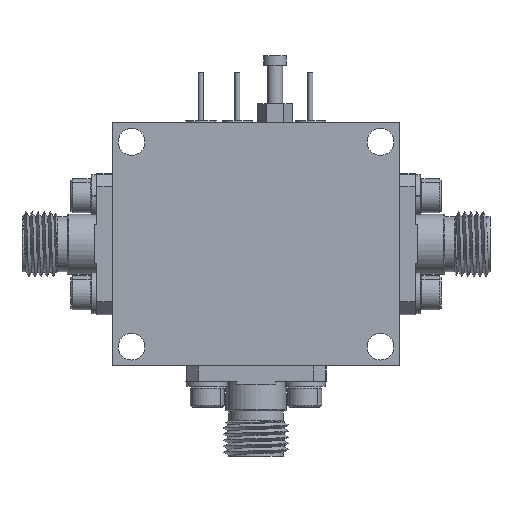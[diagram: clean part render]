
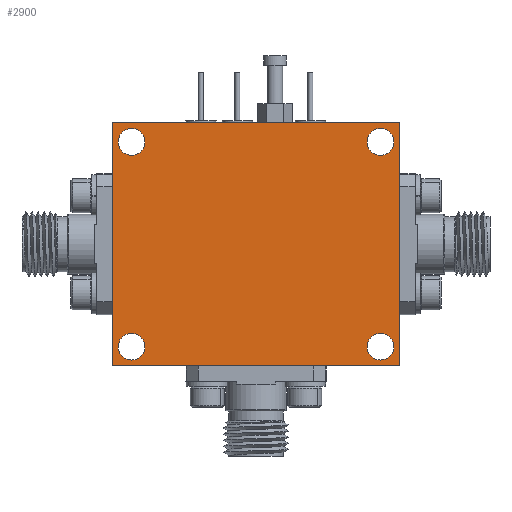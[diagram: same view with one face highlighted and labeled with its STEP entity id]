
A CAD part, front view. The second image highlights one B-rep face of the part: STEP entity #2900.
In plain terms, the highlighted planar face has unit normal (0, -1, 0).
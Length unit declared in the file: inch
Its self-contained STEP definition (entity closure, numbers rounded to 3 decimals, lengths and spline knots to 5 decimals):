
#1 = DIRECTION ( 'NONE',  ( 0., 1., 0. ) ) ;
#10 = CARTESIAN_POINT ( 'NONE',  ( 0.08494, 0.44285, 1.28218 ) ) ;
#226 = AXIS2_PLACEMENT_3D ( 'NONE', #32891, #12750, #15545 ) ;
#431 = CARTESIAN_POINT ( 'NONE',  ( 1.10856, 0.44285, 0.43966 ) ) ;
#567 = CARTESIAN_POINT ( 'NONE',  ( 1.10856, 0.44285, 0.38454 ) ) ;
#1615 = VERTEX_POINT ( 'NONE', #431 ) ;
#2425 = DIRECTION ( 'NONE',  ( 0., -1., 0. ) ) ;
#2900 = ADVANCED_FACE ( 'NONE', ( #27397, #33785, #17334, #30147, #7325 ), #17207, .T. ) ;
#3486 = CIRCLE ( 'NONE', #5609, 0.05512 ) ;
#3699 = CIRCLE ( 'NONE', #226, 0.05512 ) ;
#3820 = EDGE_LOOP ( 'NONE', ( #22749, #8959, #24982, #7919 ) ) ;
#3831 = DIRECTION ( 'NONE',  ( 0., 1., 0. ) ) ;
#4006 = CARTESIAN_POINT ( 'NONE',  ( 0.0062, 0.44285, 1.3058 ) ) ;
#4498 = EDGE_CURVE ( 'NONE', #4856, #23455, #26879, .T. ) ;
#4614 = VECTOR ( 'NONE', #17787, 39.37008 ) ;
#4856 = VERTEX_POINT ( 'NONE', #10 ) ;
#5040 = ORIENTED_EDGE ( 'NONE', *, *, #4498, .T. ) ;
#5176 = CARTESIAN_POINT ( 'NONE',  ( 0.08494, 0.44285, 0.32942 ) ) ;
#5482 = DIRECTION ( 'NONE',  ( 0., 1., 0. ) ) ;
#5609 = AXIS2_PLACEMENT_3D ( 'NONE', #27277, #36192, #21658 ) ;
#6731 = ORIENTED_EDGE ( 'NONE', *, *, #11165, .T. ) ;
#7012 = CARTESIAN_POINT ( 'NONE',  ( 0.08494, 0.44285, 1.17194 ) ) ;
#7325 = FACE_OUTER_BOUND ( 'NONE', #3820, .T. ) ;
#7919 = ORIENTED_EDGE ( 'NONE', *, *, #26575, .F. ) ;
#8085 = DIRECTION ( 'NONE',  ( 0., 0., -1. ) ) ;
#8408 = EDGE_CURVE ( 'NONE', #1615, #17969, #15705, .T. ) ;
#8959 = ORIENTED_EDGE ( 'NONE', *, *, #10994, .F. ) ;
#10048 = LINE ( 'NONE', #36813, #22382 ) ;
#10144 = DIRECTION ( 'NONE',  ( 0., 0., 1. ) ) ;
#10923 = EDGE_LOOP ( 'NONE', ( #24063, #6731 ) ) ;
#10991 = VERTEX_POINT ( 'NONE', #29549 ) ;
#10994 = EDGE_CURVE ( 'NONE', #10991, #34206, #36619, .T. ) ;
#11143 = EDGE_CURVE ( 'NONE', #23455, #4856, #16934, .T. ) ;
#11165 = EDGE_CURVE ( 'NONE', #34556, #27562, #21061, .T. ) ;
#11230 = DIRECTION ( 'NONE',  ( 0., 0., -1. ) ) ;
#11339 = EDGE_CURVE ( 'NONE', #17969, #1615, #3699, .T. ) ;
#11937 = DIRECTION ( 'NONE',  ( 0., 0., -1. ) ) ;
#11975 = AXIS2_PLACEMENT_3D ( 'NONE', #31770, #5482, #31645 ) ;
#12356 = CARTESIAN_POINT ( 'NONE',  ( 1.10856, 0.44285, 1.17194 ) ) ;
#12750 = DIRECTION ( 'NONE',  ( 0., 1., 0. ) ) ;
#12918 = CARTESIAN_POINT ( 'NONE',  ( 1.10856, 0.44285, 1.22706 ) ) ;
#12988 = EDGE_CURVE ( 'NONE', #27562, #34556, #30107, .T. ) ;
#13590 = VERTEX_POINT ( 'NONE', #26064 ) ;
#14881 = ORIENTED_EDGE ( 'NONE', *, *, #8408, .T. ) ;
#15224 = AXIS2_PLACEMENT_3D ( 'NONE', #19904, #2425, #20163 ) ;
#15545 = DIRECTION ( 'NONE',  ( 0., 0., -1. ) ) ;
#15705 = CIRCLE ( 'NONE', #25809, 0.05512 ) ;
#16394 = EDGE_CURVE ( 'NONE', #24093, #10991, #26374, .T. ) ;
#16781 = DIRECTION ( 'NONE',  ( 0., 1., 0. ) ) ;
#16934 = CIRCLE ( 'NONE', #11975, 0.05512 ) ;
#17084 = ORIENTED_EDGE ( 'NONE', *, *, #20783, .T. ) ;
#17207 = PLANE ( 'NONE',  #15224 ) ;
#17334 = FACE_BOUND ( 'NONE', #27082, .T. ) ;
#17557 = AXIS2_PLACEMENT_3D ( 'NONE', #12918, #3831, #30003 ) ;
#17787 = DIRECTION ( 'NONE',  ( -1., 0., 0. ) ) ;
#17969 = VERTEX_POINT ( 'NONE', #35664 ) ;
#18003 = DIRECTION ( 'NONE',  ( 0., 0., -1. ) ) ;
#18017 = VERTEX_POINT ( 'NONE', #12356 ) ;
#18031 = CARTESIAN_POINT ( 'NONE',  ( 0.0062, 0.44285, 0.3058 ) ) ;
#18429 = EDGE_LOOP ( 'NONE', ( #25125, #17084 ) ) ;
#18581 = VECTOR ( 'NONE', #11937, 39.37008 ) ;
#18832 = CARTESIAN_POINT ( 'NONE',  ( 1.1873, 0.44285, 1.3058 ) ) ;
#19017 = CARTESIAN_POINT ( 'NONE',  ( 0.0062, 0.44285, 1.3058 ) ) ;
#19274 = CARTESIAN_POINT ( 'NONE',  ( 0.08494, 0.44285, 1.22706 ) ) ;
#19904 = CARTESIAN_POINT ( 'NONE',  ( 0.0062, 0.44285, 1.3058 ) ) ;
#20163 = DIRECTION ( 'NONE',  ( 0., 0., -1. ) ) ;
#20413 = CARTESIAN_POINT ( 'NONE',  ( 0.0062, 0.44285, 0.3058 ) ) ;
#20783 = EDGE_CURVE ( 'NONE', #18017, #13590, #22658, .T. ) ;
#20849 = DIRECTION ( 'NONE',  ( 0., 1., 0. ) ) ;
#21061 = CIRCLE ( 'NONE', #36881, 0.05512 ) ;
#21144 = VECTOR ( 'NONE', #10144, 39.37008 ) ;
#21179 = AXIS2_PLACEMENT_3D ( 'NONE', #19274, #22481, #8085 ) ;
#21585 = LINE ( 'NONE', #4006, #21144 ) ;
#21658 = DIRECTION ( 'NONE',  ( 0., 0., -1. ) ) ;
#22382 = VECTOR ( 'NONE', #28384, 39.37008 ) ;
#22481 = DIRECTION ( 'NONE',  ( 0., 1., 0. ) ) ;
#22658 = CIRCLE ( 'NONE', #17557, 0.05512 ) ;
#22749 = ORIENTED_EDGE ( 'NONE', *, *, #37836, .F. ) ;
#23455 = VERTEX_POINT ( 'NONE', #7012 ) ;
#24063 = ORIENTED_EDGE ( 'NONE', *, *, #12988, .T. ) ;
#24093 = VERTEX_POINT ( 'NONE', #18832 ) ;
#24982 = ORIENTED_EDGE ( 'NONE', *, *, #16394, .F. ) ;
#25125 = ORIENTED_EDGE ( 'NONE', *, *, #33279, .T. ) ;
#25809 = AXIS2_PLACEMENT_3D ( 'NONE', #567, #20849, #18003 ) ;
#26064 = CARTESIAN_POINT ( 'NONE',  ( 1.10856, 0.44285, 1.28218 ) ) ;
#26374 = LINE ( 'NONE', #29403, #18581 ) ;
#26528 = ORIENTED_EDGE ( 'NONE', *, *, #11339, .T. ) ;
#26575 = EDGE_CURVE ( 'NONE', #28386, #24093, #10048, .T. ) ;
#26879 = CIRCLE ( 'NONE', #21179, 0.05512 ) ;
#27082 = EDGE_LOOP ( 'NONE', ( #5040, #36145 ) ) ;
#27277 = CARTESIAN_POINT ( 'NONE',  ( 1.10856, 0.44285, 1.22706 ) ) ;
#27397 = FACE_BOUND ( 'NONE', #28733, .T. ) ;
#27562 = VERTEX_POINT ( 'NONE', #31060 ) ;
#28384 = DIRECTION ( 'NONE',  ( 1., 0., 0. ) ) ;
#28386 = VERTEX_POINT ( 'NONE', #19017 ) ;
#28520 = DIRECTION ( 'NONE',  ( 0., 0., -1. ) ) ;
#28733 = EDGE_LOOP ( 'NONE', ( #14881, #26528 ) ) ;
#29403 = CARTESIAN_POINT ( 'NONE',  ( 1.1873, 0.44285, 1.3058 ) ) ;
#29549 = CARTESIAN_POINT ( 'NONE',  ( 1.1873, 0.44285, 0.3058 ) ) ;
#30003 = DIRECTION ( 'NONE',  ( 0., 0., -1. ) ) ;
#30107 = CIRCLE ( 'NONE', #36942, 0.05512 ) ;
#30147 = FACE_BOUND ( 'NONE', #10923, .T. ) ;
#31060 = CARTESIAN_POINT ( 'NONE',  ( 0.08494, 0.44285, 0.43966 ) ) ;
#31597 = CARTESIAN_POINT ( 'NONE',  ( 0.08494, 0.44285, 0.38454 ) ) ;
#31645 = DIRECTION ( 'NONE',  ( 0., 0., -1. ) ) ;
#31770 = CARTESIAN_POINT ( 'NONE',  ( 0.08494, 0.44285, 1.22706 ) ) ;
#32165 = CARTESIAN_POINT ( 'NONE',  ( 0.08494, 0.44285, 0.38454 ) ) ;
#32891 = CARTESIAN_POINT ( 'NONE',  ( 1.10856, 0.44285, 0.38454 ) ) ;
#33279 = EDGE_CURVE ( 'NONE', #13590, #18017, #3486, .T. ) ;
#33785 = FACE_BOUND ( 'NONE', #18429, .T. ) ;
#34206 = VERTEX_POINT ( 'NONE', #20413 ) ;
#34556 = VERTEX_POINT ( 'NONE', #5176 ) ;
#35664 = CARTESIAN_POINT ( 'NONE',  ( 1.10856, 0.44285, 0.32942 ) ) ;
#36145 = ORIENTED_EDGE ( 'NONE', *, *, #11143, .T. ) ;
#36192 = DIRECTION ( 'NONE',  ( 0., 1., 0. ) ) ;
#36619 = LINE ( 'NONE', #18031, #4614 ) ;
#36813 = CARTESIAN_POINT ( 'NONE',  ( 0.0062, 0.44285, 1.3058 ) ) ;
#36881 = AXIS2_PLACEMENT_3D ( 'NONE', #32165, #1, #11230 ) ;
#36942 = AXIS2_PLACEMENT_3D ( 'NONE', #31597, #16781, #28520 ) ;
#37836 = EDGE_CURVE ( 'NONE', #34206, #28386, #21585, .T. ) ;
